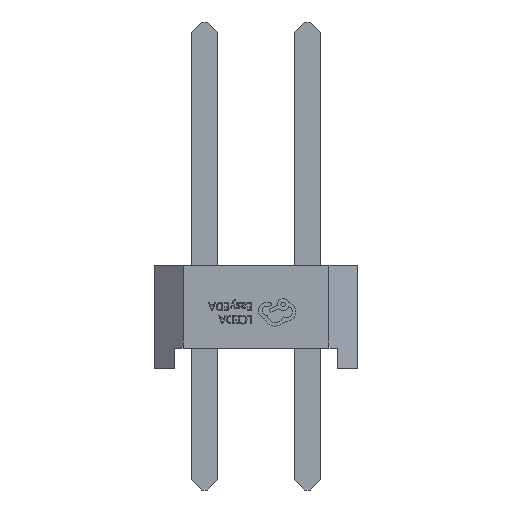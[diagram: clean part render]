
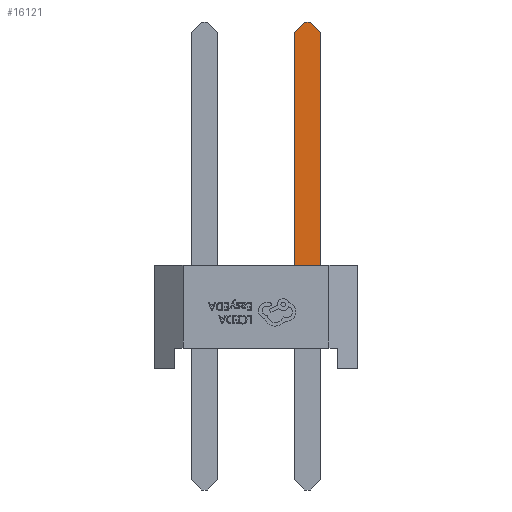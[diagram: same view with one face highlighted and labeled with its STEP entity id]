
A CAD part, left-side view. The second image highlights one B-rep face of the part: STEP entity #16121.
In plain terms, the highlighted planar face has unit normal (-1, 0, 0).
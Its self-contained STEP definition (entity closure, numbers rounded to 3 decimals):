
#560=FACE_OUTER_BOUND('',#1496,.T.);
#1496=EDGE_LOOP('',(#11346,#11347,#11348,#11349,#11350,#11351));
#2680=LINE('',#22864,#4762);
#3060=LINE('',#23595,#5142);
#3063=LINE('',#23601,#5145);
#3066=LINE('',#23607,#5148);
#3069=LINE('',#23613,#5151);
#3070=LINE('',#23615,#5152);
#4762=VECTOR('',#18232,1.);
#5142=VECTOR('',#18818,1.);
#5145=VECTOR('',#18823,1.);
#5148=VECTOR('',#18828,1.);
#5151=VECTOR('',#18833,1.);
#5152=VECTOR('',#18836,1.);
#6932=VERTEX_POINT('',#22862);
#6933=VERTEX_POINT('',#22863);
#7181=VERTEX_POINT('',#23593);
#7183=VERTEX_POINT('',#23599);
#7185=VERTEX_POINT('',#23605);
#7187=VERTEX_POINT('',#23611);
#8474=EDGE_CURVE('',#6932,#6933,#2680,.T.);
#8854=EDGE_CURVE('',#6933,#7181,#3060,.T.);
#8857=EDGE_CURVE('',#7181,#7183,#3063,.T.);
#8860=EDGE_CURVE('',#7183,#7185,#3066,.T.);
#8863=EDGE_CURVE('',#7185,#7187,#3069,.T.);
#8864=EDGE_CURVE('',#7187,#6932,#3070,.T.);
#11346=ORIENTED_EDGE('',*,*,#8864,.T.);
#11347=ORIENTED_EDGE('',*,*,#8474,.T.);
#11348=ORIENTED_EDGE('',*,*,#8854,.T.);
#11349=ORIENTED_EDGE('',*,*,#8857,.T.);
#11350=ORIENTED_EDGE('',*,*,#8860,.T.);
#11351=ORIENTED_EDGE('',*,*,#8863,.T.);
#14996=PLANE('',#17038);
#16121=ADVANCED_FACE('',(#560),#14996,.T.);
#17038=AXIS2_PLACEMENT_3D('',#23617,#18838,#18839);
#18232=DIRECTION('',(0.,-1.,0.));
#18818=DIRECTION('',(0.,0.,1.));
#18823=DIRECTION('',(0.,0.707,0.707));
#18828=DIRECTION('',(0.,1.,0.));
#18833=DIRECTION('',(0.,0.707,-0.707));
#18836=DIRECTION('',(0.,0.,-1.));
#18838=DIRECTION('center_axis',(-1.,0.,0.));
#18839=DIRECTION('ref_axis',(0.,0.,1.));
#22862=CARTESIAN_POINT('',(-18.1,-0.95,2.54));
#22863=CARTESIAN_POINT('',(-18.1,-1.59,2.54));
#22864=CARTESIAN_POINT('',(-18.1,0.,2.54));
#23593=CARTESIAN_POINT('',(-18.1,-1.59,8.29));
#23595=CARTESIAN_POINT('',(-18.1,-1.59,-2.75));
#23599=CARTESIAN_POINT('',(-18.1,-1.34,8.54));
#23601=CARTESIAN_POINT('',(-18.1,-1.59,8.29));
#23605=CARTESIAN_POINT('',(-18.1,-1.2,8.54));
#23607=CARTESIAN_POINT('',(-18.1,-1.2,8.54));
#23611=CARTESIAN_POINT('',(-18.1,-0.95,8.29));
#23613=CARTESIAN_POINT('',(-18.1,-0.95,8.29));
#23615=CARTESIAN_POINT('',(-18.1,-0.95,-2.75));
#23617=CARTESIAN_POINT('Origin',(-18.1,0.,0.));
